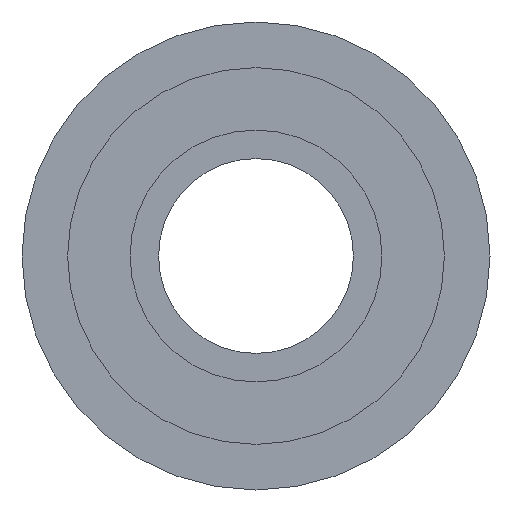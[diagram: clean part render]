
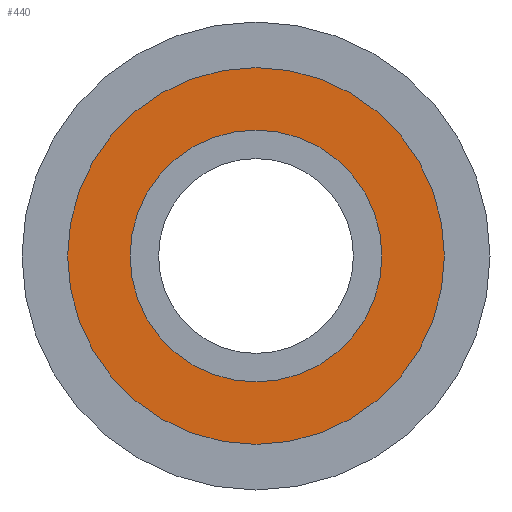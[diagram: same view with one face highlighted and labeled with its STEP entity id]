
A CAD part, left-side view. The second image highlights one B-rep face of the part: STEP entity #440.
In plain terms, the highlighted planar face has unit normal (-1, 0, 0).
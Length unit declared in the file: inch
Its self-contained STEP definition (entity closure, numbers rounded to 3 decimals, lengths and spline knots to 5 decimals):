
#22 = AXIS2_PLACEMENT_3D ( 'NONE', #467, #410, #698 ) ;
#47 = CARTESIAN_POINT ( 'NONE',  ( 0.015, 0., 0.39 ) ) ;
#52 = DIRECTION ( 'NONE',  ( 0., 0., 1. ) ) ;
#61 = EDGE_CURVE ( 'NONE', #393, #590, #403, .T. ) ;
#63 = ORIENTED_EDGE ( 'NONE', *, *, #270, .T. ) ;
#144 = VERTEX_POINT ( 'NONE', #266 ) ;
#164 = DIRECTION ( 'NONE',  ( 0., 0., 1. ) ) ;
#167 = AXIS2_PLACEMENT_3D ( 'NONE', #602, #422, #535 ) ;
#174 = DIRECTION ( 'NONE',  ( 0., 0., -1. ) ) ;
#176 = CARTESIAN_POINT ( 'NONE',  ( 0.015, 0., 0. ) ) ;
#189 = AXIS2_PLACEMENT_3D ( 'NONE', #308, #372, #174 ) ;
#210 = FACE_BOUND ( 'NONE', #567, .T. ) ;
#266 = CARTESIAN_POINT ( 'NONE',  ( 0.015, 0., -0.39 ) ) ;
#270 = EDGE_CURVE ( 'NONE', #727, #144, #706, .T. ) ;
#271 = AXIS2_PLACEMENT_3D ( 'NONE', #709, #656, #164 ) ;
#292 = CIRCLE ( 'NONE', #271, 0.39 ) ;
#308 = CARTESIAN_POINT ( 'NONE',  ( 0.015, 0.39, 0. ) ) ;
#359 = AXIS2_PLACEMENT_3D ( 'NONE', #176, #660, #52 ) ;
#372 = DIRECTION ( 'NONE',  ( 1., 0., 0. ) ) ;
#381 = ORIENTED_EDGE ( 'NONE', *, *, #634, .T. ) ;
#393 = VERTEX_POINT ( 'NONE', #444 ) ;
#403 = CIRCLE ( 'NONE', #22, 0.26083 ) ;
#410 = DIRECTION ( 'NONE',  ( -1., 0., 0. ) ) ;
#422 = DIRECTION ( 'NONE',  ( -1., 0., 0. ) ) ;
#426 = CARTESIAN_POINT ( 'NONE',  ( 0.015, 0., -0.26083 ) ) ;
#440 = ADVANCED_FACE ( 'NONE', ( #210, #578 ), #667, .F. ) ;
#444 = CARTESIAN_POINT ( 'NONE',  ( 0.015, 0., 0.26083 ) ) ;
#467 = CARTESIAN_POINT ( 'NONE',  ( 0.015, 0., 0. ) ) ;
#500 = ORIENTED_EDGE ( 'NONE', *, *, #61, .F. ) ;
#535 = DIRECTION ( 'NONE',  ( 0., 0., 1. ) ) ;
#542 = ORIENTED_EDGE ( 'NONE', *, *, #674, .F. ) ;
#567 = EDGE_LOOP ( 'NONE', ( #500, #542 ) ) ;
#573 = CIRCLE ( 'NONE', #167, 0.26083 ) ;
#578 = FACE_OUTER_BOUND ( 'NONE', #680, .T. ) ;
#590 = VERTEX_POINT ( 'NONE', #426 ) ;
#602 = CARTESIAN_POINT ( 'NONE',  ( 0.015, 0., 0. ) ) ;
#634 = EDGE_CURVE ( 'NONE', #144, #727, #292, .T. ) ;
#656 = DIRECTION ( 'NONE',  ( -1., 0., 0. ) ) ;
#660 = DIRECTION ( 'NONE',  ( -1., 0., 0. ) ) ;
#667 = PLANE ( 'NONE',  #189 ) ;
#674 = EDGE_CURVE ( 'NONE', #590, #393, #573, .T. ) ;
#680 = EDGE_LOOP ( 'NONE', ( #63, #381 ) ) ;
#698 = DIRECTION ( 'NONE',  ( 0., 0., 1. ) ) ;
#706 = CIRCLE ( 'NONE', #359, 0.39 ) ;
#709 = CARTESIAN_POINT ( 'NONE',  ( 0.015, 0., 0. ) ) ;
#727 = VERTEX_POINT ( 'NONE', #47 ) ;
